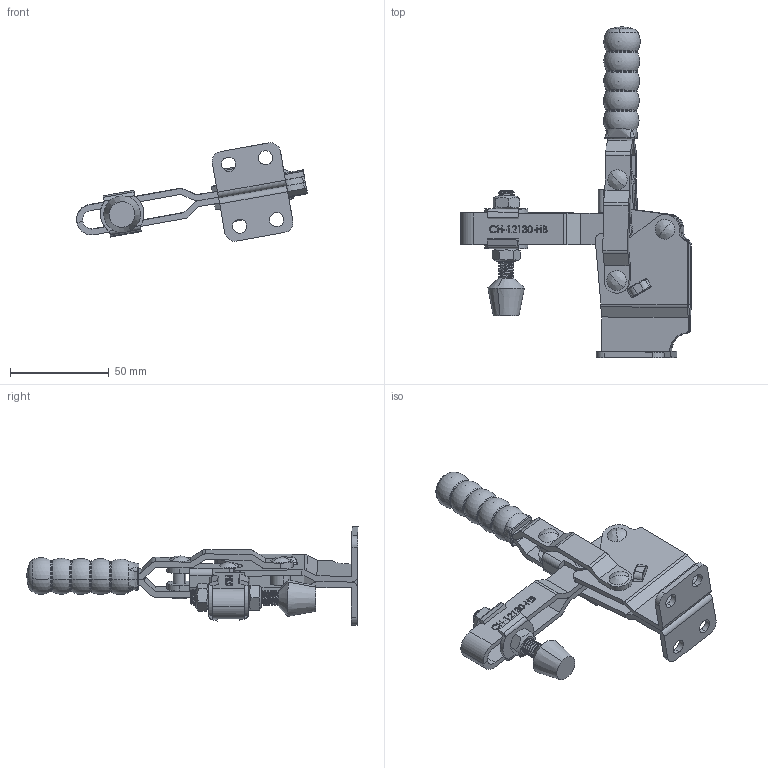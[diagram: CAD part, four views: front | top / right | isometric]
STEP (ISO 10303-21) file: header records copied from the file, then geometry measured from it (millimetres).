
FILE_DESCRIPTION (( 'STEP AP203' ), '1' );
FILE_NAME ('CH-12130-HB.STEP', '2017-11-08T02:01:05', ( 'Windows' ), ( 'Microsoft' ), 'SwSTEP 2.0', 'SolidWorks 2015', '' );
FILE_SCHEMA (( 'CONFIG_CONTROL_DESIGN' ));
Length unit declared in the file: millimetre
Products named in the file (12): CH-12130-04 CONNECTING-PLATE; CH-FC-56212 SPINDLE SUPPLIED; CH-12130-03 STRAIGHT HANDLE; CH-12130綵竄忒梟杶; CH-FW-516; CH-12130-HB-01 FLANGED BASE; CH-FC-56212 Nut; CH-12130-HB; CH-12130-HB-02 U-BAR; CH-12130-06; CH-12130-05; CH-12130-08
Assembly tree (15 placements, depth 2):
  CH-12130-HB
    CH-12130-03 STRAIGHT HANDLE
    CH-FW-516  x2
    CH-FC-56212 Nut  x2
    CH-12130-HB-02 U-BAR
    CH-12130-06  x2
    CH-12130-05
    CH-12130-08  x2
    CH-12130-04 CONNECTING-PLATE
    CH-FC-56212 SPINDLE SUPPLIED
    CH-12130綵竄忒梟杶
    CH-12130-HB-01 FLANGED BASE
Bounding box: 116.84 x 167.96 x 49.85 mm (x, y, z)
Volume: 63330.8 mm3; surface area: 50600.9 mm2
Topology: 18 solids, 18 shells, 907 faces, 2463 edges, 1606 vertices
Faces by surface type: plane 340, cylinder 247, bspline 211, torus 52, cone 43, sphere 14
Entity records: 38939 total; most frequent: CARTESIAN_POINT 18236, ORIENTED_EDGE 4450, DIRECTION 3378, EDGE_CURVE 2225, VERTEX_POINT 1465, LINE 1168, VECTOR 1168, AXIS2_PLACEMENT_3D 1105
